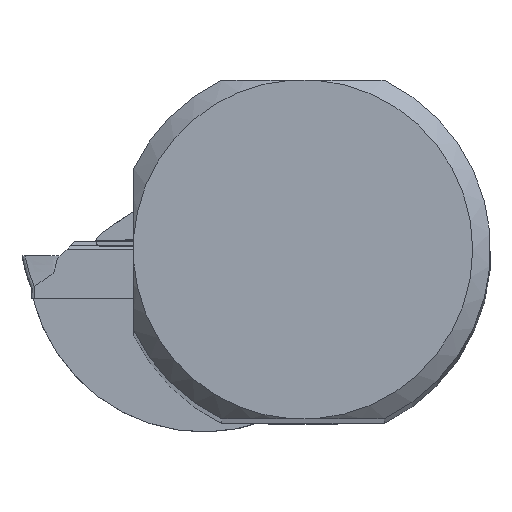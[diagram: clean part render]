
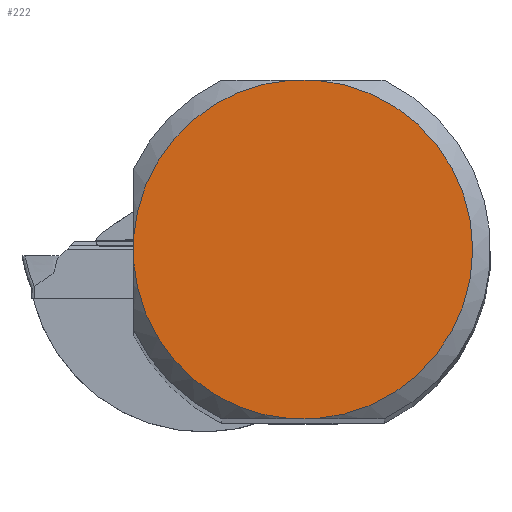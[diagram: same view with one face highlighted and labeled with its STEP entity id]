
A CAD part, top view. The second image highlights one B-rep face of the part: STEP entity #222.
In plain terms, the highlighted planar face has unit normal (0, 0, 1).
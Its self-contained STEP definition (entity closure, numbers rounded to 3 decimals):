
#107=PLANE('',#1653);
#222=ADVANCED_FACE('',(#327),#107,.T.);
#327=FACE_OUTER_BOUND('',#410,.T.);
#410=EDGE_LOOP('',(#721,#722,#723,#724,#725,#726));
#480=CIRCLE('',#1646,11.481);
#483=CIRCLE('',#1650,11.481);
#484=CIRCLE('',#1652,11.481);
#721=ORIENTED_EDGE('',*,*,#1200,.F.);
#722=ORIENTED_EDGE('',*,*,#1202,.T.);
#723=ORIENTED_EDGE('',*,*,#1203,.F.);
#724=ORIENTED_EDGE('',*,*,#1204,.T.);
#725=ORIENTED_EDGE('',*,*,#1194,.F.);
#726=ORIENTED_EDGE('',*,*,#1205,.T.);
#1009=VERTEX_POINT('',#2370);
#1010=VERTEX_POINT('',#2371);
#1015=VERTEX_POINT('',#2391);
#1016=VERTEX_POINT('',#2393);
#1017=VERTEX_POINT('',#2400);
#1018=VERTEX_POINT('',#2402);
#1194=EDGE_CURVE('',#1009,#1010,#480,.T.);
#1200=EDGE_CURVE('',#1015,#1016,#483,.T.);
#1202=EDGE_CURVE('',#1015,#1017,#1365,.T.);
#1203=EDGE_CURVE('',#1018,#1017,#484,.T.);
#1204=EDGE_CURVE('',#1018,#1010,#1366,.T.);
#1205=EDGE_CURVE('',#1009,#1016,#1367,.T.);
#1365=LINE('',#2399,#1482);
#1366=LINE('',#2403,#1483);
#1367=LINE('',#2404,#1484);
#1482=VECTOR('',#1928,1.);
#1483=VECTOR('',#1931,1.);
#1484=VECTOR('',#1932,1.);
#1646=AXIS2_PLACEMENT_3D('',#2369,#1916,#1917);
#1650=AXIS2_PLACEMENT_3D('',#2392,#1924,#1925);
#1652=AXIS2_PLACEMENT_3D('',#2401,#1929,#1930);
#1653=AXIS2_PLACEMENT_3D('',#2405,#1933,#1934);
#1916=DIRECTION('',(0.,0.,-1.));
#1917=DIRECTION('',(0.,-1.,0.));
#1924=DIRECTION('',(0.,0.,-1.));
#1925=DIRECTION('',(0.,-1.,0.));
#1928=DIRECTION('',(-1.,0.,0.));
#1929=DIRECTION('',(0.,0.,-1.));
#1930=DIRECTION('',(0.,-1.,0.));
#1931=DIRECTION('',(0.,-1.,0.));
#1932=DIRECTION('',(1.,0.,0.));
#1933=DIRECTION('',(0.,0.,1.));
#1934=DIRECTION('',(0.,-1.,0.));
#2369=CARTESIAN_POINT('',(0.,0.,177.));
#2370=CARTESIAN_POINT('',(-0.843,-11.45,177.));
#2371=CARTESIAN_POINT('',(-11.45,-0.843,177.));
#2391=CARTESIAN_POINT('',(0.843,11.45,177.));
#2392=CARTESIAN_POINT('',(0.,0.,177.));
#2393=CARTESIAN_POINT('',(0.843,-11.45,177.));
#2399=CARTESIAN_POINT('',(-11.481,11.45,177.));
#2400=CARTESIAN_POINT('',(-0.843,11.45,177.));
#2401=CARTESIAN_POINT('',(0.,0.,177.));
#2402=CARTESIAN_POINT('',(-11.45,0.843,177.));
#2403=CARTESIAN_POINT('',(-11.45,0.,177.));
#2404=CARTESIAN_POINT('',(-11.481,-11.45,177.));
#2405=CARTESIAN_POINT('',(-11.481,0.,177.));
